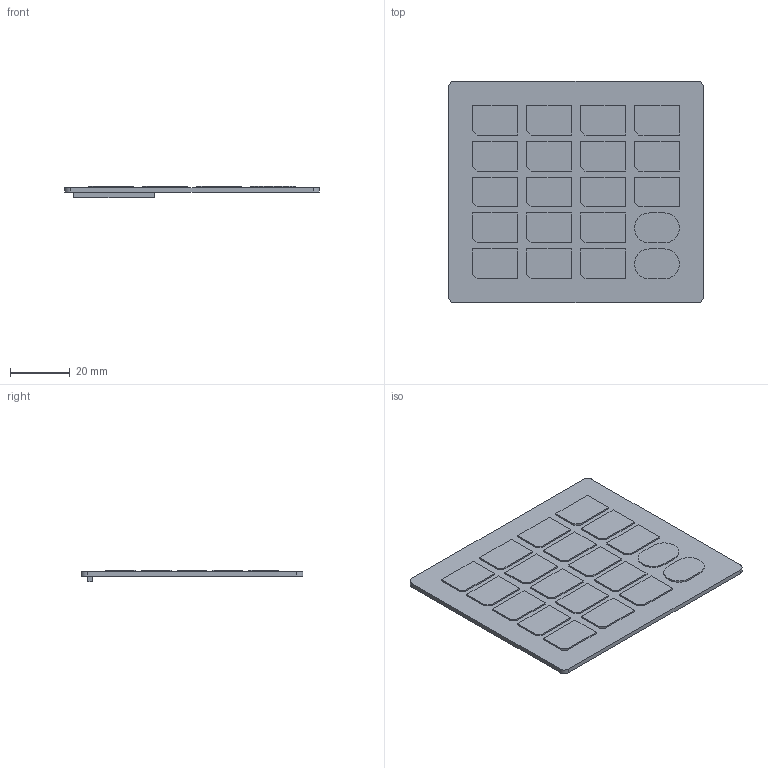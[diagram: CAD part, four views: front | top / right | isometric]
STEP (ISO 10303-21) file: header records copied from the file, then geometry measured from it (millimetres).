
FILE_DESCRIPTION(('FreeCAD Model'),'2;1');
FILE_NAME('Open CASCADE Shape Model','2025-11-26T22:48:22',('Author'),( ''),'Open CASCADE STEP processor 7.8','FreeCAD','Unknown');
FILE_SCHEMA(('AUTOMOTIVE_DESIGN { 1 0 10303 214 1 1 1 1 }'));
Length unit declared in the file: millimetre
Products named in the file (22): Keypad_4x5; Keypad-Base_001; Keypad-ButtonYellow_001; Keypad-ButtonYellow_002; Keypad-ButtonRed_001; Keypad-ButtonRed_002; Keypad-ButtonWhite_001; Keypad-ButtonWhite_002; Keypad-ButtonWhite_003; Keypad-ButtonWhite_004; Keypad-ButtonWhite_005; Keypad-ButtonWhite_006; Keypad-ButtonWhite_007; Keypad-ButtonWhite_008; Keypad-ButtonWhite_009; Keypad-ButtonWhite_010; Keypad-ButtonWhite_011; Keypad-ButtonWhite_012; Keypad-ButtonWhite_013; Keypad-ButtonWhite_014; Keypad-ElipseRed_001; Keypad-ElipseRed_002
Assembly tree (21 placements, depth 2):
  Keypad_4x5
    Keypad-Base_001
    Keypad-ButtonYellow_001
    Keypad-ButtonYellow_002
    Keypad-ButtonRed_001
    Keypad-ButtonRed_002
    Keypad-ButtonWhite_001
    Keypad-ButtonWhite_002
    Keypad-ButtonWhite_003
    Keypad-ButtonWhite_004
    Keypad-ButtonWhite_005
    Keypad-ButtonWhite_006
    Keypad-ButtonWhite_007
    Keypad-ButtonWhite_008
    Keypad-ButtonWhite_009
    Keypad-ButtonWhite_010
    Keypad-ButtonWhite_011
    Keypad-ButtonWhite_012
    Keypad-ButtonWhite_013
    Keypad-ButtonWhite_014
    Keypad-ElipseRed_001
    Keypad-ElipseRed_002
Bounding box: 85 x 74 x 4 mm (x, y, z)
Volume: 10979.3 mm3; surface area: 19798.9 mm2
Topology: 21 solids, 21 shells, 213 faces, 450 edges, 300 vertices
Faces by surface type: plane 165, cylinder 48
Full cylindrical faces by diameter (mm): 3 x40
Entity records: 6323 total; most frequent: DIRECTION 1016, CARTESIAN_POINT 985, ORIENTED_EDGE 900, EDGE_CURVE 450, LINE 354, VECTOR 354, AXIS2_PLACEMENT_3D 331, VERTEX_POINT 300
